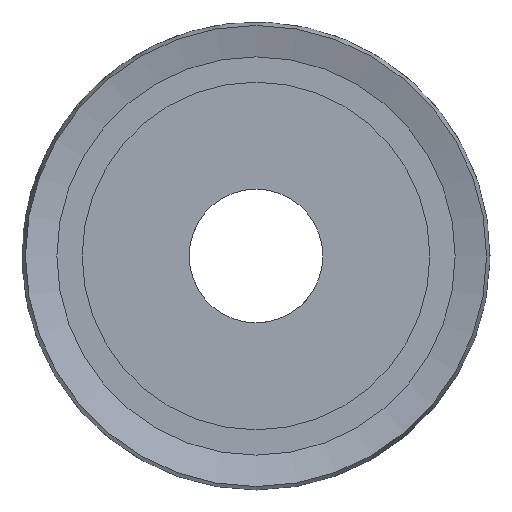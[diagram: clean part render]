
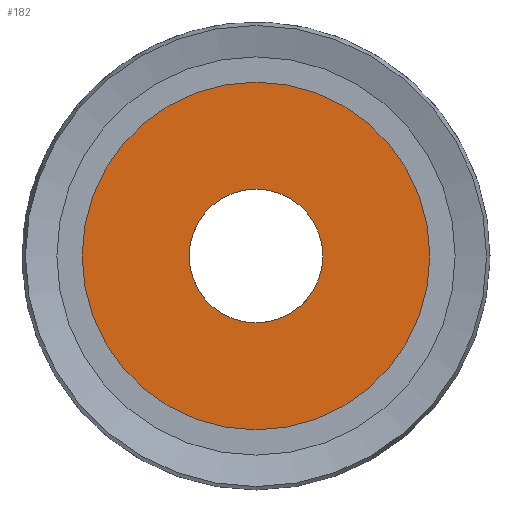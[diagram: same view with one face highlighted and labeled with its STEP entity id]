
A CAD part, left-side view. The second image highlights one B-rep face of the part: STEP entity #182.
In plain terms, the highlighted planar face has unit normal (-1, 0, 0).
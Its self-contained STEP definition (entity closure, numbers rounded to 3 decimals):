
#182 = ADVANCED_FACE( '', ( #523, #524 ), #525, .F. );
#523 = FACE_OUTER_BOUND( '', #1216, .T. );
#524 = FACE_BOUND( '', #1217, .T. );
#525 = PLANE( '', #1218 );
#1216 = EDGE_LOOP( '', ( #1910 ) );
#1217 = EDGE_LOOP( '', ( #1911 ) );
#1218 = AXIS2_PLACEMENT_3D( '', #1912, #1913, #1914 );
#1910 = ORIENTED_EDGE( '', *, *, #4449, .F. );
#1911 = ORIENTED_EDGE( '', *, *, #4447, .T. );
#1912 = CARTESIAN_POINT( '', ( -5.15, 0., 0. ) );
#1913 = DIRECTION( '', ( 1., 0., 0. ) );
#1914 = DIRECTION( '', ( 0., 0., -1. ) );
#4447 = EDGE_CURVE( '', #5218, #5218, #5219, .T. );
#4449 = EDGE_CURVE( '', #5222, #5222, #5223, .T. );
#5218 = VERTEX_POINT( '', #6493 );
#5219 = CIRCLE( '', #6494, 5. );
#5222 = VERTEX_POINT( '', #6552 );
#5223 = CIRCLE( '', #6553, 13. );
#6493 = CARTESIAN_POINT( '', ( -5.15, 0., -5. ) );
#6494 = AXIS2_PLACEMENT_3D( '', #8291, #8292, #8293 );
#6552 = CARTESIAN_POINT( '', ( -5.15, 0., -13. ) );
#6553 = AXIS2_PLACEMENT_3D( '', #8294, #8295, #8296 );
#8291 = CARTESIAN_POINT( '', ( -5.15, 0., 0. ) );
#8292 = DIRECTION( '', ( 1., 0., 0. ) );
#8293 = DIRECTION( '', ( 0., 0., -1. ) );
#8294 = CARTESIAN_POINT( '', ( -5.15, 0., 0. ) );
#8295 = DIRECTION( '', ( 1., 0., 0. ) );
#8296 = DIRECTION( '', ( 0., 0., -1. ) );
